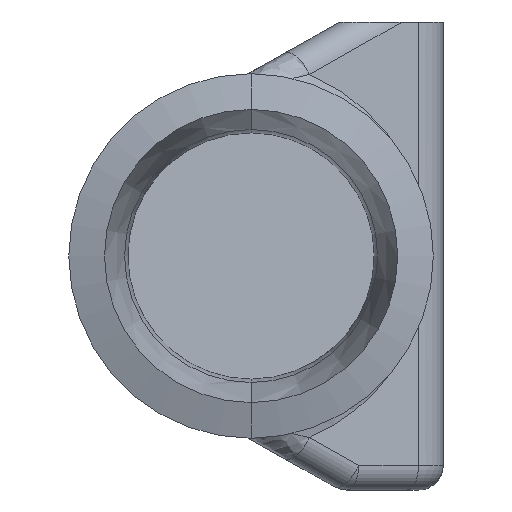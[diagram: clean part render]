
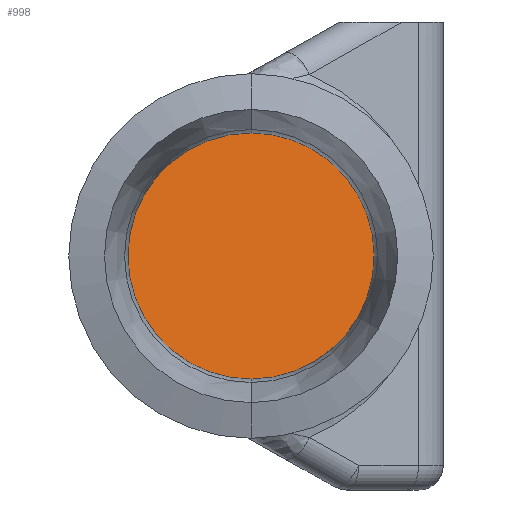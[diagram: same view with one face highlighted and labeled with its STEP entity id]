
A CAD part, left-side view. The second image highlights one B-rep face of the part: STEP entity #998.
In plain terms, the highlighted planar face has unit normal (-0.866, -0.5, 0).
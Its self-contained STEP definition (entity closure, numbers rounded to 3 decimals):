
#131 = CARTESIAN_POINT ( 'NONE',  ( 33.328, 0., 2.5 ) ) ;
#348 = DIRECTION ( 'NONE',  ( 0.5, -0.866, 0. ) ) ;
#368 = CARTESIAN_POINT ( 'NONE',  ( 33.328, 0., 2.5 ) ) ;
#428 = VERTEX_POINT ( 'NONE', #817 ) ;
#511 = CARTESIAN_POINT ( 'NONE',  ( 36.214, -5., -2.5 ) ) ;
#544 = PLANE ( 'NONE',  #865 ) ;
#757 =( BOUNDED_CURVE ( )  B_SPLINE_CURVE ( 3, ( #131, #1553, #853, #1841 ),
 .UNSPECIFIED., .F., .F. ) 
 B_SPLINE_CURVE_WITH_KNOTS ( ( 4, 4 ),
 ( 4.712, 7.854 ),
 .UNSPECIFIED. ) 
 CURVE ( )  GEOMETRIC_REPRESENTATION_ITEM ( )  RATIONAL_B_SPLINE_CURVE ( ( 1., 0.333, 0.333, 1. ) ) 
 REPRESENTATION_ITEM ( '' )  );
#776 = CARTESIAN_POINT ( 'NONE',  ( 36.214, -5., 2.5 ) ) ;
#817 = CARTESIAN_POINT ( 'NONE',  ( 33.328, 0., -2.5 ) ) ;
#830 = VERTEX_POINT ( 'NONE', #1407 ) ;
#853 = CARTESIAN_POINT ( 'NONE',  ( 30.441, 5., -2.5 ) ) ;
#865 = AXIS2_PLACEMENT_3D ( 'NONE', #967, #1056, #348 ) ;
#967 = CARTESIAN_POINT ( 'NONE',  ( 35.579, -3.9, -13.471 ) ) ;
#998 = ADVANCED_FACE ( 'NONE', ( #1192 ), #544, .T. ) ;
#1056 = DIRECTION ( 'NONE',  ( -0.866, -0.5, 0. ) ) ;
#1129 = EDGE_LOOP ( 'NONE', ( #1564, #1834 ) ) ;
#1192 = FACE_OUTER_BOUND ( 'NONE', #1129, .T. ) ;
#1405 = EDGE_CURVE ( 'NONE', #428, #830, #1459, .T. ) ;
#1407 = CARTESIAN_POINT ( 'NONE',  ( 33.328, 0., 2.5 ) ) ;
#1459 =( BOUNDED_CURVE ( )  B_SPLINE_CURVE ( 3, ( #1779, #511, #776, #368 ),
 .UNSPECIFIED., .F., .T. ) 
 B_SPLINE_CURVE_WITH_KNOTS ( ( 4, 4 ),
 ( 1.571, 4.712 ),
 .UNSPECIFIED. ) 
 CURVE ( )  GEOMETRIC_REPRESENTATION_ITEM ( )  RATIONAL_B_SPLINE_CURVE ( ( 1., 0.333, 0.333, 1. ) ) 
 REPRESENTATION_ITEM ( '' )  );
#1553 = CARTESIAN_POINT ( 'NONE',  ( 30.441, 5., 2.5 ) ) ;
#1564 = ORIENTED_EDGE ( 'NONE', *, *, #1740, .T. ) ;
#1740 = EDGE_CURVE ( 'NONE', #830, #428, #757, .T. ) ;
#1779 = CARTESIAN_POINT ( 'NONE',  ( 33.328, 0., -2.5 ) ) ;
#1834 = ORIENTED_EDGE ( 'NONE', *, *, #1405, .T. ) ;
#1841 = CARTESIAN_POINT ( 'NONE',  ( 33.328, 0., -2.5 ) ) ;
